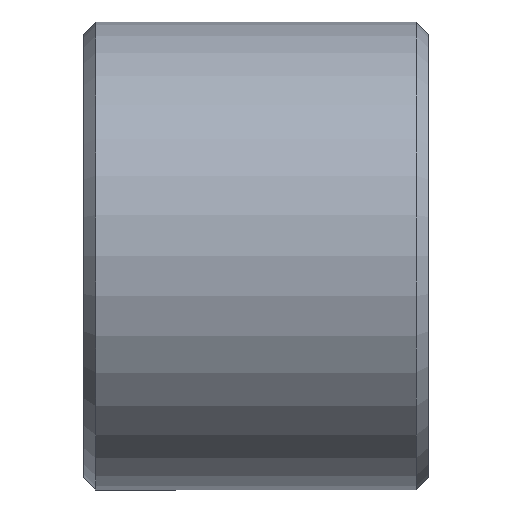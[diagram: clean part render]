
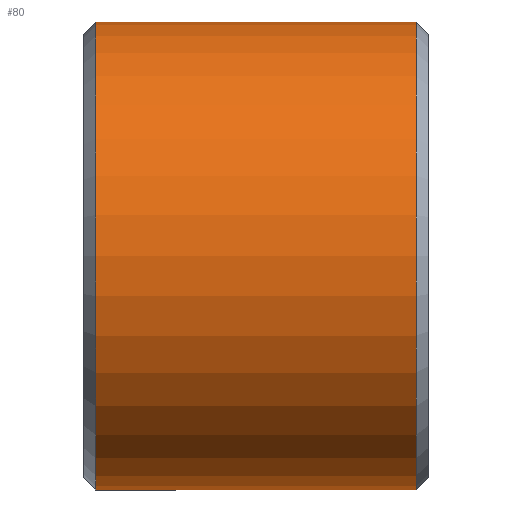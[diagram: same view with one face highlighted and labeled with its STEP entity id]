
A CAD part, top view. The second image highlights one B-rep face of the part: STEP entity #80.
In plain terms, the highlighted cylindrical face has radius 19 mm (diameter 38 mm), a partial arc.
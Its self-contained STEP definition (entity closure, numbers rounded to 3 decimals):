
#7 = LINE ( 'NONE', #599, #269 ) ;
#37 = DIRECTION ( 'NONE',  ( -1., 0., 0. ) ) ;
#55 = CARTESIAN_POINT ( 'NONE',  ( -13., 0., 0. ) ) ;
#64 = DIRECTION ( 'NONE',  ( -1., 0., 0. ) ) ;
#80 = ADVANCED_FACE ( 'NONE', ( #222 ), #409, .T. ) ;
#95 = CIRCLE ( 'NONE', #231, 19. ) ;
#112 = CARTESIAN_POINT ( 'NONE',  ( 13., 0., 0. ) ) ;
#129 = CIRCLE ( 'NONE', #637, 19. ) ;
#132 = EDGE_CURVE ( 'NONE', #253, #148, #129, .T. ) ;
#148 = VERTEX_POINT ( 'NONE', #305 ) ;
#182 = CARTESIAN_POINT ( 'NONE',  ( -36.181, 19., 0. ) ) ;
#187 = VERTEX_POINT ( 'NONE', #405 ) ;
#222 = FACE_OUTER_BOUND ( 'NONE', #562, .T. ) ;
#231 = AXIS2_PLACEMENT_3D ( 'NONE', #112, #466, #521 ) ;
#246 = ORIENTED_EDGE ( 'NONE', *, *, #551, .F. ) ;
#253 = VERTEX_POINT ( 'NONE', #465 ) ;
#269 = VECTOR ( 'NONE', #64, 1000. ) ;
#280 = VERTEX_POINT ( 'NONE', #686 ) ;
#295 = AXIS2_PLACEMENT_3D ( 'NONE', #313, #37, #684 ) ;
#305 = CARTESIAN_POINT ( 'NONE',  ( -13., -19., 0. ) ) ;
#313 = CARTESIAN_POINT ( 'NONE',  ( -36.181, 0., 0. ) ) ;
#328 = EDGE_CURVE ( 'NONE', #187, #253, #434, .T. ) ;
#380 = DIRECTION ( 'NONE',  ( 1., 0., 0. ) ) ;
#405 = CARTESIAN_POINT ( 'NONE',  ( 13., 19., 0. ) ) ;
#409 = CYLINDRICAL_SURFACE ( 'NONE', #295, 19. ) ;
#434 = LINE ( 'NONE', #182, #638 ) ;
#442 = ORIENTED_EDGE ( 'NONE', *, *, #491, .T. ) ;
#465 = CARTESIAN_POINT ( 'NONE',  ( -13., 19., 0. ) ) ;
#466 = DIRECTION ( 'NONE',  ( -1., 0., 0. ) ) ;
#468 = ORIENTED_EDGE ( 'NONE', *, *, #328, .T. ) ;
#491 = EDGE_CURVE ( 'NONE', #280, #187, #95, .T. ) ;
#498 = DIRECTION ( 'NONE',  ( -1., 0., 0. ) ) ;
#521 = DIRECTION ( 'NONE',  ( 0., -1., 0. ) ) ;
#541 = ORIENTED_EDGE ( 'NONE', *, *, #132, .T. ) ;
#551 = EDGE_CURVE ( 'NONE', #280, #148, #7, .T. ) ;
#562 = EDGE_LOOP ( 'NONE', ( #442, #468, #541, #246 ) ) ;
#599 = CARTESIAN_POINT ( 'NONE',  ( -36.181, -19., 0. ) ) ;
#637 = AXIS2_PLACEMENT_3D ( 'NONE', #55, #380, #705 ) ;
#638 = VECTOR ( 'NONE', #498, 1000. ) ;
#684 = DIRECTION ( 'NONE',  ( 0., -1., 0. ) ) ;
#686 = CARTESIAN_POINT ( 'NONE',  ( 13., -19., 0. ) ) ;
#705 = DIRECTION ( 'NONE',  ( 0., 1., 0. ) ) ;
